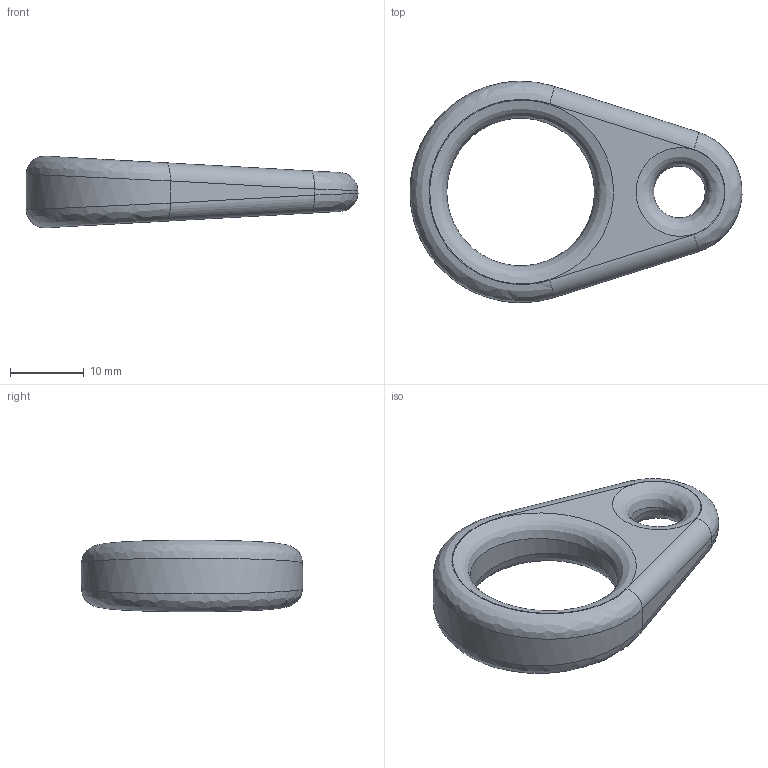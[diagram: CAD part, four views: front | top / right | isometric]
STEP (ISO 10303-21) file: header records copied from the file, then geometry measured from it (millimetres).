
FILE_DESCRIPTION(('FreeCAD Model'),'2;1');
FILE_NAME('Open CASCADE Shape Model','2024-01-28T11:35:18',(''),(''), 'Open CASCADE STEP processor 7.6','FreeCAD','Unknown');
FILE_SCHEMA(('AUTOMOTIVE_DESIGN { 1 0 10303 214 1 1 1 1 }'));
Length unit declared in the file: millimetre
Products named in the file (1): Loop
Bounding box: 44.98 x 30 x 9.71 mm (x, y, z)
Volume: 4267.4 mm3; surface area: 2422.6 mm2
Topology: 1 solids, 1 shells, 20 faces, 42 edges, 24 vertices
Faces by surface type: bspline 8, cylinder 8, plane 4
Full cylindrical faces by diameter (mm): 7 x1, 20 x1
Entity records: 1276 total; most frequent: CARTESIAN_POINT 915, ORIENTED_EDGE 84, DIRECTION 52, EDGE_CURVE 42, FACE_BOUND 24, EDGE_LOOP 24, VERTEX_POINT 24, ADVANCED_FACE 20
